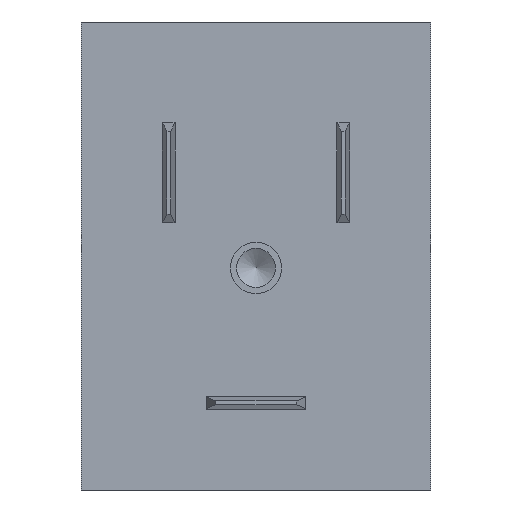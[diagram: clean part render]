
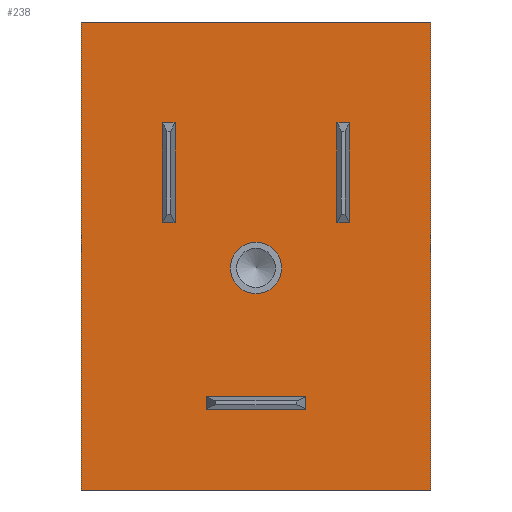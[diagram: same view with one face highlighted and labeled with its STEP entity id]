
A CAD part, front view. The second image highlights one B-rep face of the part: STEP entity #238.
In plain terms, the highlighted planar face has unit normal (0, -1, 0).
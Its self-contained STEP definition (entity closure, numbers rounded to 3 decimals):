
#205 = EDGE_CURVE( '    LINE', #587, #588, #589, .T. );
#207 = EDGE_CURVE( '    LINE', #591, #592, #593, .T. );
#216 = EDGE_CURVE( '    LINE', #547, #607, #608, .T. );
#238 = ADVANCED_FACE( '', ( #641, #642, #643, #644, #645 ), #646, .T. );
#243 = EDGE_CURVE( '    LINE', #607, #652, #653, .T. );
#265 = EDGE_CURVE( '    LINE', #588, #686, #687, .T. );
#285 = EDGE_CURVE( '    LINE', #592, #715, #716, .T. );
#305 = EDGE_CURVE( '    LINE', #591, #747, #748, .T. );
#307 = EDGE_CURVE( '    LINE', #718, #631, #750, .T. );
#353 = EDGE_CURVE( '    LINE', #752, #600, #811, .T. );
#355 = EDGE_CURVE( '    LINE', #747, #715, #813, .T. );
#368 = EDGE_CURVE( '    LINE', #831, #587, #832, .T. );
#395 = EDGE_CURVE( '    LINE', #600, #718, #866, .T. );
#405 = EDGE_CURVE( '    LINE', #686, #831, #879, .T. );
#459 = EDGE_CURVE( '    LINE', #652, #947, #950, .T. );
#506 = EDGE_CURVE( '    LINE', #631, #752, #1008, .T. );
#511 = EDGE_CURVE( '    LINE', #947, #547, #1014, .T. );
#547 = VERTEX_POINT( '', #1047 );
#587 = VERTEX_POINT( '', #1101 );
#588 = VERTEX_POINT( '', #1102 );
#589 = LINE( '', #1103, #1104 );
#591 = VERTEX_POINT( '', #1107 );
#592 = VERTEX_POINT( '', #1108 );
#593 = LINE( '', #1109, #1110 );
#600 = VERTEX_POINT( '', #1119 );
#607 = VERTEX_POINT( '', #1129 );
#608 = LINE( '', #1130, #1131 );
#631 = VERTEX_POINT( '', #1163 );
#641 = FACE_BOUND( '', #1179, .T. );
#642 = FACE_BOUND( '', #1180, .T. );
#643 = FACE_BOUND( '', #1181, .T. );
#644 = FACE_OUTER_BOUND( '', #1182, .T. );
#645 = FACE_BOUND( '', #1183, .T. );
#646 = PLANE( '', #1184 );
#652 = VERTEX_POINT( '', #1192 );
#653 = LINE( '', #1193, #1194 );
#686 = VERTEX_POINT( '', #1242 );
#687 = LINE( '', #1243, #1244 );
#715 = VERTEX_POINT( '', #1283 );
#716 = LINE( '', #1284, #1285 );
#718 = VERTEX_POINT( '', #1288 );
#747 = VERTEX_POINT( '', #1326 );
#748 = LINE( '', #1327, #1328 );
#750 = LINE( '', #1331, #1332 );
#752 = VERTEX_POINT( '', #1335 );
#811 = LINE( '', #1419, #1420 );
#813 = LINE( '', #1423, #1424 );
#831 = VERTEX_POINT( '', #1452 );
#832 = LINE( '', #1453, #1454 );
#866 = LINE( '', #1505, #1506 );
#879 = LINE( '', #1527, #1528 );
#947 = VERTEX_POINT( '', #1625 );
#950 = LINE( '', #1630, #1631 );
#1008 = LINE( '', #1720, #1721 );
#1014 = LINE( '', #1729, #1730 );
#1047 = CARTESIAN_POINT( '', ( -5.1, -17.2, 23.15 ) );
#1101 = CARTESIAN_POINT( '', ( 5.1, -17.2, 16.85 ) );
#1102 = CARTESIAN_POINT( '', ( 5.9, -17.2, 16.85 ) );
#1103 = CARTESIAN_POINT( '', ( 5.1, -17.2, 16.85 ) );
#1104 = VECTOR( '', #1796, 1000. );
#1107 = CARTESIAN_POINT( '', ( -11., -17.2, 0. ) );
#1108 = CARTESIAN_POINT( '', ( -11., -17.2, 29.5 ) );
#1109 = CARTESIAN_POINT( '', ( -11., -17.2, 0. ) );
#1110 = VECTOR( '', #1797, 1000. );
#1119 = CARTESIAN_POINT( '', ( -3.15, -17.2, 5.1 ) );
#1129 = CARTESIAN_POINT( '', ( -5.9, -17.2, 23.15 ) );
#1130 = CARTESIAN_POINT( '', ( -5.1, -17.2, 23.15 ) );
#1131 = VECTOR( '', #1808, 1000. );
#1163 = CARTESIAN_POINT( '', ( 3.15, -17.2, 5.9 ) );
#1179 = EDGE_LOOP( '', ( #1833, #1834, #1835, #1836 ) );
#1180 = EDGE_LOOP( '', ( #1837, #1838, #1839, #1840 ) );
#1181 = EDGE_LOOP( '', ( #1841, #1842, #1843, #1844 ) );
#1182 = EDGE_LOOP( '', ( #1845, #1846, #1847, #1848 ) );
#1183 = EDGE_LOOP( '', ( #1849 ) );
#1184 = AXIS2_PLACEMENT_3D( '', #1850, #1851, #1852 );
#1192 = CARTESIAN_POINT( '', ( -5.9, -17.2, 16.85 ) );
#1193 = CARTESIAN_POINT( '', ( -5.9, -17.2, 23.15 ) );
#1194 = VECTOR( '', #1861, 1000. );
#1242 = CARTESIAN_POINT( '', ( 5.9, -17.2, 23.15 ) );
#1243 = CARTESIAN_POINT( '', ( 5.9, -17.2, 16.85 ) );
#1244 = VECTOR( '', #1887, 1000. );
#1283 = CARTESIAN_POINT( '', ( 11., -17.2, 29.5 ) );
#1284 = CARTESIAN_POINT( '', ( -11., -17.2, 29.5 ) );
#1285 = VECTOR( '', #1920, 1000. );
#1288 = CARTESIAN_POINT( '', ( 3.15, -17.2, 5.1 ) );
#1326 = CARTESIAN_POINT( '', ( 11., -17.2, 0. ) );
#1327 = CARTESIAN_POINT( '', ( -11., -17.2, 0. ) );
#1328 = VECTOR( '', #1962, 1000. );
#1331 = CARTESIAN_POINT( '', ( 3.15, -17.2, 5.1 ) );
#1332 = VECTOR( '', #1963, 1000. );
#1335 = CARTESIAN_POINT( '', ( -3.15, -17.2, 5.9 ) );
#1419 = CARTESIAN_POINT( '', ( -3.15, -17.2, 5.9 ) );
#1420 = VECTOR( '', #2050, 1000. );
#1423 = CARTESIAN_POINT( '', ( 11., -17.2, 0. ) );
#1424 = VECTOR( '', #2051, 1000. );
#1452 = CARTESIAN_POINT( '', ( 5.1, -17.2, 23.15 ) );
#1453 = CARTESIAN_POINT( '', ( 5.1, -17.2, 23.15 ) );
#1454 = VECTOR( '', #2064, 1000. );
#1505 = CARTESIAN_POINT( '', ( -3.15, -17.2, 5.1 ) );
#1506 = VECTOR( '', #2097, 1000. );
#1527 = CARTESIAN_POINT( '', ( 5.9, -17.2, 23.15 ) );
#1528 = VECTOR( '', #2104, 1000. );
#1625 = CARTESIAN_POINT( '', ( -5.1, -17.2, 16.85 ) );
#1630 = CARTESIAN_POINT( '', ( -5.9, -17.2, 16.85 ) );
#1631 = VECTOR( '', #2195, 1000. );
#1720 = CARTESIAN_POINT( '', ( 3.15, -17.2, 5.9 ) );
#1721 = VECTOR( '', #2257, 1000. );
#1729 = CARTESIAN_POINT( '', ( -5.1, -17.2, 16.85 ) );
#1730 = VECTOR( '', #2266, 1000. );
#1796 = DIRECTION( '', ( 1., 0., 0. ) );
#1797 = DIRECTION( '', ( 0., 0., 1. ) );
#1808 = DIRECTION( '', ( -1., 0., 0. ) );
#1833 = ORIENTED_EDGE( '', *, *, #353, .F. );
#1834 = ORIENTED_EDGE( '', *, *, #506, .F. );
#1835 = ORIENTED_EDGE( '', *, *, #307, .F. );
#1836 = ORIENTED_EDGE( '', *, *, #395, .F. );
#1837 = ORIENTED_EDGE( '', *, *, #243, .F. );
#1838 = ORIENTED_EDGE( '', *, *, #216, .F. );
#1839 = ORIENTED_EDGE( '', *, *, #511, .F. );
#1840 = ORIENTED_EDGE( '', *, *, #459, .F. );
#1841 = ORIENTED_EDGE( '', *, *, #405, .F. );
#1842 = ORIENTED_EDGE( '', *, *, #265, .F. );
#1843 = ORIENTED_EDGE( '', *, *, #205, .F. );
#1844 = ORIENTED_EDGE( '', *, *, #368, .F. );
#1845 = ORIENTED_EDGE( '', *, *, #305, .T. );
#1846 = ORIENTED_EDGE( '', *, *, #355, .T. );
#1847 = ORIENTED_EDGE( '', *, *, #285, .F. );
#1848 = ORIENTED_EDGE( '', *, *, #207, .F. );
#1849 = ORIENTED_EDGE( '', *, *, #2287, .T. );
#1850 = CARTESIAN_POINT( '', ( -11., -17.2, 0. ) );
#1851 = DIRECTION( '', ( 0., -1., 0. ) );
#1852 = DIRECTION( '', ( 1., 0., 0. ) );
#1861 = DIRECTION( '', ( 0., 0., -1. ) );
#1887 = DIRECTION( '', ( 0., 0., 1. ) );
#1920 = DIRECTION( '', ( 1., 0., 0. ) );
#1962 = DIRECTION( '', ( 1., 0., 0. ) );
#1963 = DIRECTION( '', ( 0., 0., 1. ) );
#2050 = DIRECTION( '', ( 0., 0., -1. ) );
#2051 = DIRECTION( '', ( 0., 0., 1. ) );
#2064 = DIRECTION( '', ( 0., 0., -1. ) );
#2097 = DIRECTION( '', ( 1., 0., 0. ) );
#2104 = DIRECTION( '', ( -1., 0., 0. ) );
#2195 = DIRECTION( '', ( 1., 0., 0. ) );
#2257 = DIRECTION( '', ( -1., 0., 0. ) );
#2266 = DIRECTION( '', ( 0., 0., 1. ) );
#2287 = EDGE_CURVE( '', #2345, #2345, #2346, .T. );
#2345 = VERTEX_POINT( '', #2403 );
#2346 = CIRCLE( '', #2404, 1.618 );
#2403 = CARTESIAN_POINT( '', ( 1.618, -17.2, 14. ) );
#2404 = AXIS2_PLACEMENT_3D( '', #2455, #2456, #2457 );
#2455 = CARTESIAN_POINT( '', ( 0., -17.2, 14. ) );
#2456 = DIRECTION( '', ( 0., 1., 0. ) );
#2457 = DIRECTION( '', ( 1., 0., 0. ) );
